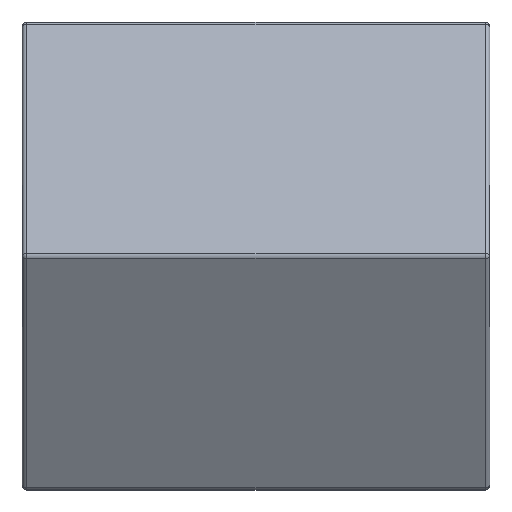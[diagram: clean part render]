
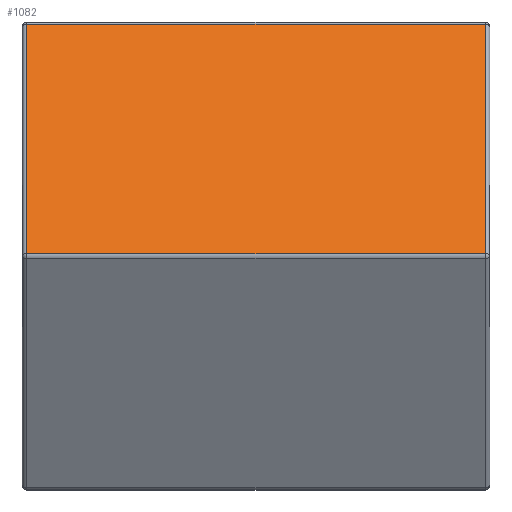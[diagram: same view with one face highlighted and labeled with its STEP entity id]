
A CAD part, front view. The second image highlights one B-rep face of the part: STEP entity #1082.
In plain terms, the highlighted planar face has unit normal (0, -0.866, 0.5).
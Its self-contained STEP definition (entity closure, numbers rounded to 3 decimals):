
#126 = FACE_OUTER_BOUND ( 'NONE', #923, .T. ) ;
#167 = CARTESIAN_POINT ( 'NONE',  ( 10., -2.916, 4.95 ) ) ;
#186 = DIRECTION ( 'NONE',  ( 0., -0.5, -0.866 ) ) ;
#199 = CARTESIAN_POINT ( 'NONE',  ( 9.9, -2.887, 5. ) ) ;
#310 = CARTESIAN_POINT ( 'NONE',  ( 0.1, -2.887, 5. ) ) ;
#319 = EDGE_CURVE ( 'NONE', #874, #745, #518, .T. ) ;
#331 = EDGE_CURVE ( 'NONE', #1041, #874, #510, .T. ) ;
#335 = DIRECTION ( 'NONE',  ( -1., 0., 0. ) ) ;
#343 = EDGE_CURVE ( 'NONE', #734, #1041, #507, .T. ) ;
#382 = EDGE_CURVE ( 'NONE', #745, #734, #478, .T. ) ;
#421 = DIRECTION ( 'NONE',  ( 1., 0., 0. ) ) ;
#459 = VECTOR ( 'NONE', #421, 1000. ) ;
#478 = LINE ( 'NONE', #514, #459 ) ;
#490 = VECTOR ( 'NONE', #697, 1000. ) ;
#497 = VECTOR ( 'NONE', #335, 1000. ) ;
#502 = DIRECTION ( 'NONE',  ( 0., 0.5, 0.866 ) ) ;
#505 = PLANE ( 'NONE',  #929 ) ;
#507 = LINE ( 'NONE', #199, #490 ) ;
#508 = VECTOR ( 'NONE', #186, 1000. ) ;
#510 = LINE ( 'NONE', #167, #497 ) ;
#514 = CARTESIAN_POINT ( 'NONE',  ( 10., -5.745, 0.05 ) ) ;
#516 = CARTESIAN_POINT ( 'NONE',  ( 10., -2.887, 5. ) ) ;
#518 = LINE ( 'NONE', #310, #508 ) ;
#536 = CARTESIAN_POINT ( 'NONE',  ( 9.9, -2.916, 4.95 ) ) ;
#542 = DIRECTION ( 'NONE',  ( 0., 0.866, -0.5 ) ) ;
#686 = CARTESIAN_POINT ( 'NONE',  ( 0.1, -2.916, 4.95 ) ) ;
#697 = DIRECTION ( 'NONE',  ( 0., 0.5, 0.866 ) ) ;
#734 = VERTEX_POINT ( 'NONE', #1120 ) ;
#745 = VERTEX_POINT ( 'NONE', #1132 ) ;
#759 = ORIENTED_EDGE ( 'NONE', *, *, #343, .T. ) ;
#767 = ORIENTED_EDGE ( 'NONE', *, *, #331, .T. ) ;
#770 = ORIENTED_EDGE ( 'NONE', *, *, #319, .T. ) ;
#784 = ORIENTED_EDGE ( 'NONE', *, *, #382, .T. ) ;
#874 = VERTEX_POINT ( 'NONE', #686 ) ;
#923 = EDGE_LOOP ( 'NONE', ( #759, #767, #770, #784 ) ) ;
#929 = AXIS2_PLACEMENT_3D ( 'NONE', #516, #542, #502 ) ;
#1041 = VERTEX_POINT ( 'NONE', #536 ) ;
#1082 = ADVANCED_FACE ( 'NONE', ( #126 ), #505, .F. ) ;
#1120 = CARTESIAN_POINT ( 'NONE',  ( 9.9, -5.745, 0.05 ) ) ;
#1132 = CARTESIAN_POINT ( 'NONE',  ( 0.1, -5.745, 0.05 ) ) ;
